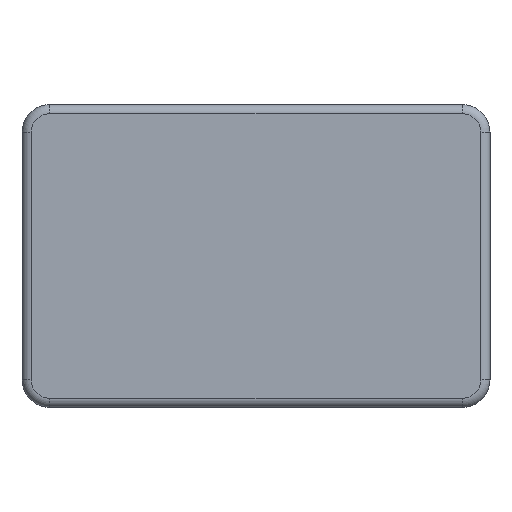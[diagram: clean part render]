
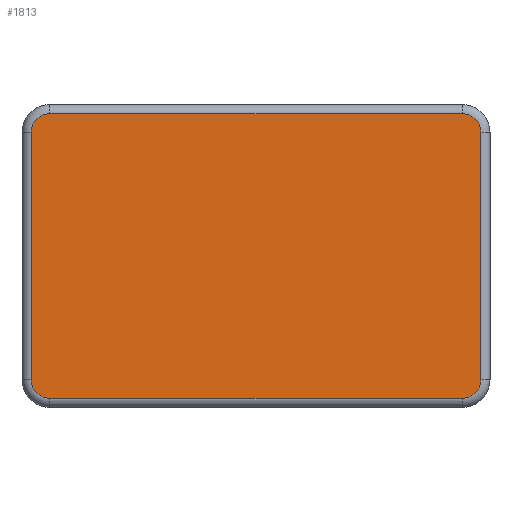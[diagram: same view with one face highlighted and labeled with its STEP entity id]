
A CAD part, front view. The second image highlights one B-rep face of the part: STEP entity #1813.
In plain terms, the highlighted planar face has unit normal (0, -1, 0).
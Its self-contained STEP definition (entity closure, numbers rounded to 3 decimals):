
#50 = CIRCLE ( 'NONE', #11045, 1. ) ;
#186 = CARTESIAN_POINT ( 'NONE',  ( -12.25, 0., 8.25 ) ) ;
#461 = ORIENTED_EDGE ( 'NONE', *, *, #13255, .T. ) ;
#721 = VERTEX_POINT ( 'NONE', #6210 ) ;
#1297 = DIRECTION ( 'NONE',  ( 0., 0., 1. ) ) ;
#1813 = ADVANCED_FACE ( 'NONE', ( #2342 ), #3048, .F. ) ;
#1994 = ORIENTED_EDGE ( 'NONE', *, *, #13786, .T. ) ;
#2303 = DIRECTION ( 'NONE',  ( 0., -1., 0. ) ) ;
#2342 = FACE_OUTER_BOUND ( 'NONE', #5662, .T. ) ;
#2639 = DIRECTION ( 'NONE',  ( 0., -1., 0. ) ) ;
#3000 = CARTESIAN_POINT ( 'NONE',  ( -11.25, 0., -6.75 ) ) ;
#3048 = PLANE ( 'NONE',  #11782 ) ;
#3152 = VERTEX_POINT ( 'NONE', #8278 ) ;
#3515 = CARTESIAN_POINT ( 'NONE',  ( -11.25, 0., 7.75 ) ) ;
#3797 = DIRECTION ( 'NONE',  ( 0., 0., 1. ) ) ;
#3848 = CARTESIAN_POINT ( 'NONE',  ( -11.25, 0., 6.75 ) ) ;
#4194 = CARTESIAN_POINT ( 'NONE',  ( -12.75, 0., 8.25 ) ) ;
#4414 = CARTESIAN_POINT ( 'NONE',  ( -12.75, 0., -7.75 ) ) ;
#4477 = CARTESIAN_POINT ( 'NONE',  ( 12.25, 0., 8.25 ) ) ;
#4668 = VERTEX_POINT ( 'NONE', #6089 ) ;
#5136 = VERTEX_POINT ( 'NONE', #12465 ) ;
#5179 = VERTEX_POINT ( 'NONE', #13583 ) ;
#5526 = VERTEX_POINT ( 'NONE', #9758 ) ;
#5610 = ORIENTED_EDGE ( 'NONE', *, *, #13821, .T. ) ;
#5662 = EDGE_LOOP ( 'NONE', ( #10589, #461, #14214, #7721, #11073, #5610, #10794, #1994 ) ) ;
#6089 = CARTESIAN_POINT ( 'NONE',  ( -11.25, 0., -7.75 ) ) ;
#6210 = CARTESIAN_POINT ( 'NONE',  ( -12.25, 0., -6.75 ) ) ;
#6369 = EDGE_CURVE ( 'NONE', #4668, #14520, #11977, .T. ) ;
#6633 = DIRECTION ( 'NONE',  ( 0., 0., 1. ) ) ;
#6795 = DIRECTION ( 'NONE',  ( 0., 0., 1. ) ) ;
#6832 = LINE ( 'NONE', #186, #9082 ) ;
#7419 = AXIS2_PLACEMENT_3D ( 'NONE', #3848, #2639, #3797 ) ;
#7436 = DIRECTION ( 'NONE',  ( -1., 0., 0. ) ) ;
#7606 = VECTOR ( 'NONE', #7436, 1000. ) ;
#7721 = ORIENTED_EDGE ( 'NONE', *, *, #8989, .T. ) ;
#7821 = VECTOR ( 'NONE', #6795, 1000. ) ;
#7910 = DIRECTION ( 'NONE',  ( 1., 0., 0. ) ) ;
#8278 = CARTESIAN_POINT ( 'NONE',  ( 12.25, 0., -6.75 ) ) ;
#8555 = EDGE_CURVE ( 'NONE', #3152, #5179, #15346, .T. ) ;
#8833 = DIRECTION ( 'NONE',  ( 0., 0., 1. ) ) ;
#8989 = EDGE_CURVE ( 'NONE', #721, #4668, #50, .T. ) ;
#9082 = VECTOR ( 'NONE', #10850, 1000. ) ;
#9508 = DIRECTION ( 'NONE',  ( 0., -1., 0. ) ) ;
#9615 = CARTESIAN_POINT ( 'NONE',  ( 11.25, 0., 6.75 ) ) ;
#9638 = AXIS2_PLACEMENT_3D ( 'NONE', #9615, #9508, #13301 ) ;
#9758 = CARTESIAN_POINT ( 'NONE',  ( 11.25, 0., 7.75 ) ) ;
#9786 = EDGE_CURVE ( 'NONE', #5526, #12696, #13618, .T. ) ;
#10132 = DIRECTION ( 'NONE',  ( 0., -1., 0. ) ) ;
#10446 = VECTOR ( 'NONE', #7910, 1000. ) ;
#10589 = ORIENTED_EDGE ( 'NONE', *, *, #9786, .T. ) ;
#10794 = ORIENTED_EDGE ( 'NONE', *, *, #8555, .T. ) ;
#10820 = CARTESIAN_POINT ( 'NONE',  ( 11.25, 0., -6.75 ) ) ;
#10850 = DIRECTION ( 'NONE',  ( 0., 0., -1. ) ) ;
#11045 = AXIS2_PLACEMENT_3D ( 'NONE', #3000, #10132, #8833 ) ;
#11073 = ORIENTED_EDGE ( 'NONE', *, *, #6369, .T. ) ;
#11782 = AXIS2_PLACEMENT_3D ( 'NONE', #4194, #13827, #6633 ) ;
#11807 = CARTESIAN_POINT ( 'NONE',  ( 11.25, 0., -7.75 ) ) ;
#11977 = LINE ( 'NONE', #4414, #10446 ) ;
#12055 = EDGE_CURVE ( 'NONE', #5136, #721, #6832, .T. ) ;
#12081 = CIRCLE ( 'NONE', #7419, 1. ) ;
#12252 = CARTESIAN_POINT ( 'NONE',  ( -11.25, 0., 7.75 ) ) ;
#12465 = CARTESIAN_POINT ( 'NONE',  ( -12.25, 0., 6.75 ) ) ;
#12559 = AXIS2_PLACEMENT_3D ( 'NONE', #10820, #2303, #1297 ) ;
#12696 = VERTEX_POINT ( 'NONE', #3515 ) ;
#13011 = CIRCLE ( 'NONE', #12559, 1. ) ;
#13255 = EDGE_CURVE ( 'NONE', #12696, #5136, #12081, .T. ) ;
#13301 = DIRECTION ( 'NONE',  ( 0., 0., 1. ) ) ;
#13583 = CARTESIAN_POINT ( 'NONE',  ( 12.25, 0., 6.75 ) ) ;
#13618 = LINE ( 'NONE', #12252, #7606 ) ;
#13786 = EDGE_CURVE ( 'NONE', #5179, #5526, #15268, .T. ) ;
#13821 = EDGE_CURVE ( 'NONE', #14520, #3152, #13011, .T. ) ;
#13827 = DIRECTION ( 'NONE',  ( 0., 1., 0. ) ) ;
#14214 = ORIENTED_EDGE ( 'NONE', *, *, #12055, .T. ) ;
#14520 = VERTEX_POINT ( 'NONE', #11807 ) ;
#15268 = CIRCLE ( 'NONE', #9638, 1. ) ;
#15346 = LINE ( 'NONE', #4477, #7821 ) ;
